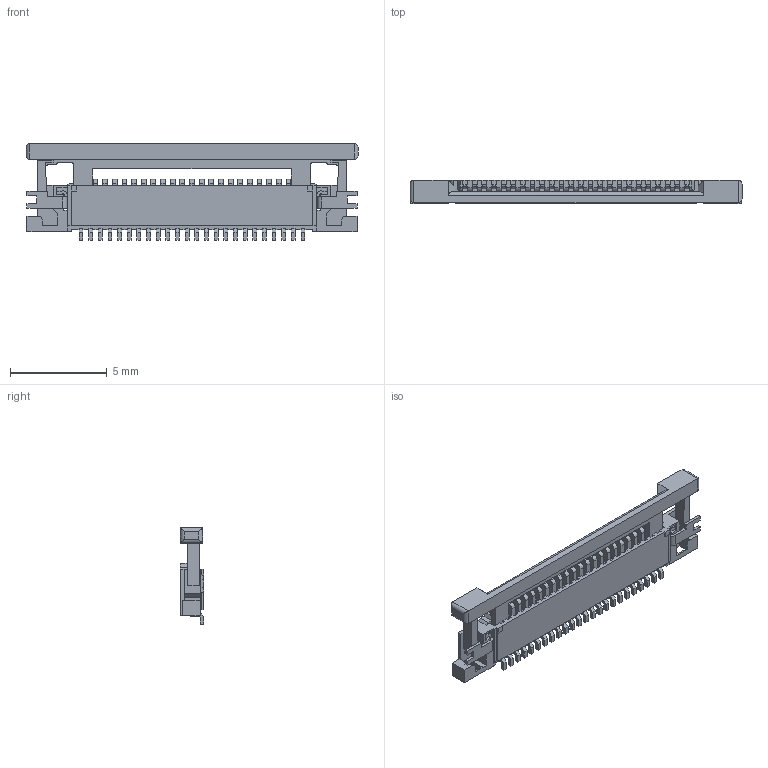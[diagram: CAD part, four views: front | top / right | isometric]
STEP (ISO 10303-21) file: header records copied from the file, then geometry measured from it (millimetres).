
FILE_DESCRIPTION((''),'2;1');
FILE_NAME('545502471','2018-08-29T',('gga'),(''),'PRO/ENGINEER BY PARAMETRIC TECHNOLOGY CORPORATION, 2016010','PRO/ENGINEER BY PARAMETRIC TECHNOLOGY CORPORATION, 2016010','');
FILE_SCHEMA(('CONFIG_CONTROL_DESIGN'));
Length unit declared in the file: millimetre
Products named in the file (1): 545502471
Bounding box: 17.2 x 1.2 x 5 mm (x, y, z)
Volume: 42.6 mm3; surface area: 386.4 mm2
Topology: 1 solids, 1 shells, 1038 faces, 3375 edges, 2276 vertices
Faces by surface type: plane 938, cylinder 100
Entity records: 36520 total; most frequent: CARTESIAN_POINT 6682, ORIENTED_EDGE 6542, DIRECTION 5621, EDGE_CURVE 3271, VECTOR 3183, LINE 3183, VERTEX_POINT 2172, AXIS2_PLACEMENT_3D 1219
